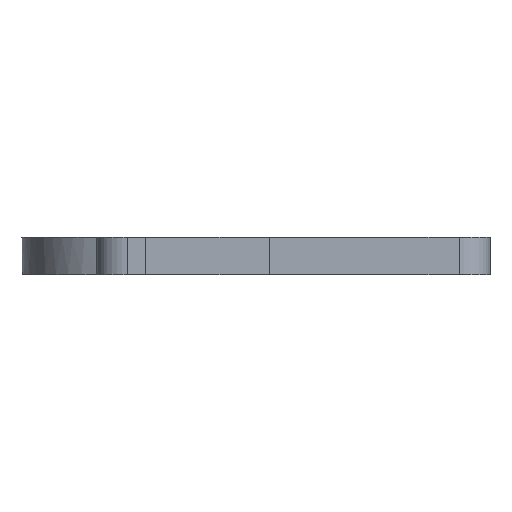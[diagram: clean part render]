
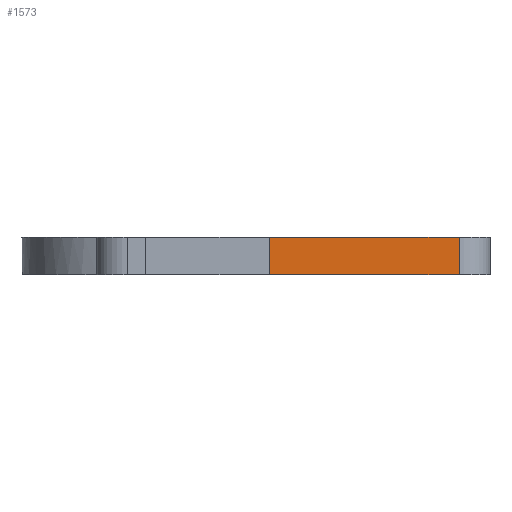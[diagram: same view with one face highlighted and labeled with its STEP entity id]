
A CAD part, left-side view. The second image highlights one B-rep face of the part: STEP entity #1573.
In plain terms, the highlighted planar face has unit normal (-1, 0, 0).
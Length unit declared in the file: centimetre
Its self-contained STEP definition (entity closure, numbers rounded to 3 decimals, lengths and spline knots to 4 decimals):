
#59=(
BOUNDED_CURVE()
B_SPLINE_CURVE(5,(#2284,#2285,#2286,#2287,#2288,#2289,#2290,#2291,#2292,
#2293),.UNSPECIFIED.,.F.,.F.)
B_SPLINE_CURVE_WITH_KNOTS((6,1,1,1,1,6),(0.,0.2,0.4,0.6,0.8,0.8601),
 .UNSPECIFIED.)
CURVE()
GEOMETRIC_REPRESENTATION_ITEM()
RATIONAL_B_SPLINE_CURVE((1.,1.,1.,1.,1.,1.,1.,1.,1.,1.))
REPRESENTATION_ITEM('')
);
#65=(
BOUNDED_CURVE()
B_SPLINE_CURVE(5,(#2487,#2488,#2489,#2490,#2491,#2492,#2493,#2494,#2495,
#2496),.UNSPECIFIED.,.F.,.F.)
B_SPLINE_CURVE_WITH_KNOTS((6,1,1,1,1,6),(0.,0.2,0.4,0.6,0.8,0.8601),
 .UNSPECIFIED.)
CURVE()
GEOMETRIC_REPRESENTATION_ITEM()
RATIONAL_B_SPLINE_CURVE((1.,1.,1.,1.,1.,1.,1.,1.,1.,1.))
REPRESENTATION_ITEM('')
);
#80=PLANE('',#1675);
#155=FACE_OUTER_BOUND('',#249,.T.);
#249=EDGE_LOOP('',(#1207,#1208,#1209,#1210));
#400=LINE('',#2483,#588);
#402=LINE('',#2497,#590);
#588=VECTOR('',#1849,1.);
#590=VECTOR('',#1853,1.);
#740=VERTEX_POINT('',#2281);
#741=VERTEX_POINT('',#2283);
#809=VERTEX_POINT('',#2481);
#810=VERTEX_POINT('',#2486);
#894=EDGE_CURVE('',#741,#740,#59,.T.);
#967=EDGE_CURVE('',#809,#740,#400,.T.);
#969=EDGE_CURVE('',#810,#809,#65,.T.);
#970=EDGE_CURVE('',#741,#810,#402,.T.);
#1207=ORIENTED_EDGE('',*,*,#967,.F.);
#1208=ORIENTED_EDGE('',*,*,#969,.F.);
#1209=ORIENTED_EDGE('',*,*,#970,.F.);
#1210=ORIENTED_EDGE('',*,*,#894,.T.);
#1573=ADVANCED_FACE('',(#155),#80,.T.);
#1675=AXIS2_PLACEMENT_3D('',#2485,#1851,#1852);
#1849=DIRECTION('',(0.,0.,-1.));
#1851=DIRECTION('center_axis',(-1.,0.,0.));
#1852=DIRECTION('ref_axis',(0.,-1.,0.));
#1853=DIRECTION('',(0.,0.,1.));
#2281=CARTESIAN_POINT('',(-4.4987,-1.5706,0.));
#2283=CARTESIAN_POINT('',(-4.4987,1.5034,0.));
#2284=CARTESIAN_POINT('Ctrl Pts',(-4.4987,1.5034,0.));
#2285=CARTESIAN_POINT('Ctrl Pts',(-4.4987,1.3605,0.));
#2286=CARTESIAN_POINT('Ctrl Pts',(-4.4987,1.0746,0.));
#2287=CARTESIAN_POINT('Ctrl Pts',(-4.4987,0.6457,0.));
#2288=CARTESIAN_POINT('Ctrl Pts',(-4.4987,0.0738,
0.));
#2289=CARTESIAN_POINT('Ctrl Pts',(-4.4987,-0.541,
0.));
#2290=CARTESIAN_POINT('Ctrl Pts',(-4.4987,-1.0128,0.));
#2291=CARTESIAN_POINT('Ctrl Pts',(-4.4987,-1.3417,0.));
#2292=CARTESIAN_POINT('Ctrl Pts',(-4.4987,-1.5276,0.));
#2293=CARTESIAN_POINT('Ctrl Pts',(-4.4987,-1.5706,0.));
#2481=CARTESIAN_POINT('',(-4.4987,-1.5706,0.6));
#2483=CARTESIAN_POINT('',(-4.4987,-1.5706,0.));
#2485=CARTESIAN_POINT('Origin',(-4.4987,1.5034,0.));
#2486=CARTESIAN_POINT('',(-4.4987,1.5034,0.6));
#2487=CARTESIAN_POINT('Ctrl Pts',(-4.4987,1.5034,0.6));
#2488=CARTESIAN_POINT('Ctrl Pts',(-4.4987,1.3605,0.6));
#2489=CARTESIAN_POINT('Ctrl Pts',(-4.4987,1.0746,0.6));
#2490=CARTESIAN_POINT('Ctrl Pts',(-4.4987,0.6457,0.6));
#2491=CARTESIAN_POINT('Ctrl Pts',(-4.4987,0.0738,
0.6));
#2492=CARTESIAN_POINT('Ctrl Pts',(-4.4987,-0.541,
0.6));
#2493=CARTESIAN_POINT('Ctrl Pts',(-4.4987,-1.0128,0.6));
#2494=CARTESIAN_POINT('Ctrl Pts',(-4.4987,-1.3417,0.6));
#2495=CARTESIAN_POINT('Ctrl Pts',(-4.4987,-1.5276,0.6));
#2496=CARTESIAN_POINT('Ctrl Pts',(-4.4987,-1.5706,0.6));
#2497=CARTESIAN_POINT('',(-4.4987,1.5034,0.));
